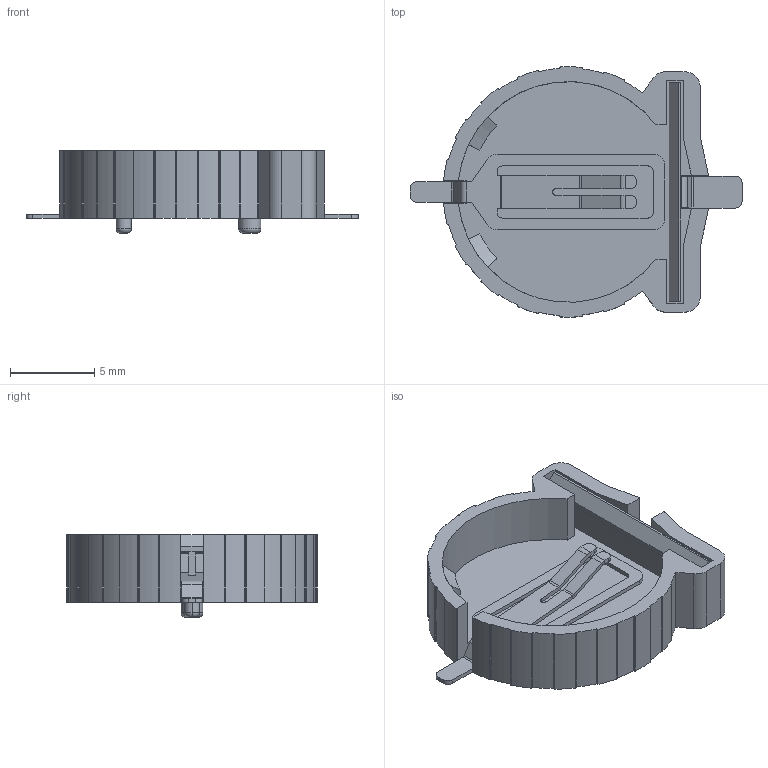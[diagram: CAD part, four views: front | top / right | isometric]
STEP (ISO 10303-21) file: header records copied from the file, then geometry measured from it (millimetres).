
FILE_DESCRIPTION (( 'STEP AP214' ), '1' );
FILE_NAME ('BAT-SMD_CR1220-2.step', '2022-06-16T10:57:59', ( '' ), ( '' ), 'SwSTEP 2.0', 'SolidWorks 2020', '' );
FILE_SCHEMA (( 'AUTOMOTIVE_DESIGN' ));
Length unit declared in the file: millimetre
Products named in the file (1): BAT-SMD_CR1220-2
Bounding box: 19.76 x 14.9 x 4.9 mm (x, y, z)
Volume: 354.1 mm3; surface area: 949.2 mm2
Topology: 1 solids, 1 shells, 496 faces, 1352 edges, 880 vertices
Faces by surface type: plane 248, cylinder 144, bspline 98, torus 4, cone 2
Entity records: 21654 total; most frequent: CARTESIAN_POINT 4047, ORIENTED_EDGE 2704, DIRECTION 2246, EDGE_CURVE 1352, VERTEX_POINT 880, VECTOR 848, LINE 848, AXIS2_PLACEMENT_3D 699
